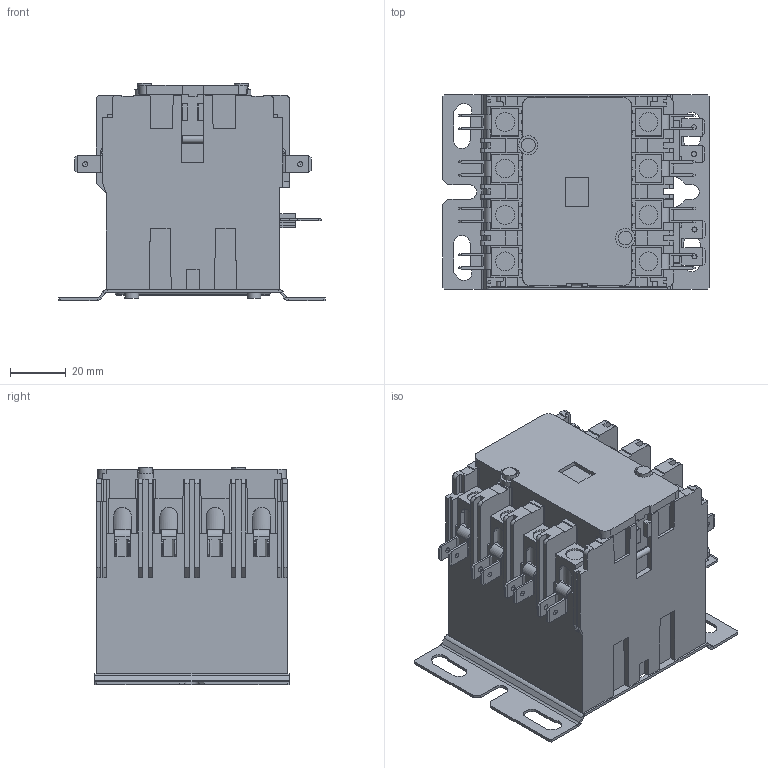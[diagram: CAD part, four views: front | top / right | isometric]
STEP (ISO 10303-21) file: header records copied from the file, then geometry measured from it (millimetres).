
FILE_DESCRIPTION(/* description */ (''),/* implementation_level */ '2;1');
FILE_NAME(/* name */ 'HCCY4XT04RB400.stp',/* time_stamp */ '2014-07-21T09:13:43-05:00',/* author */ ('MM'),/* organization */ (''),/* preprocessor_version */ 'ST-DEVELOPER v15.2',/* originating_system */ 'Autodesk Inventor 2014',/* authorisation */ '');
FILE_SCHEMA (('AUTOMOTIVE_DESIGN { 1 0 10303 214 3 1 1 }'));
Length unit declared in the file: millimetre
Products named in the file (1): HCC_4X-RB2
Bounding box: 95.8 x 70 x 78.12 mm (x, y, z)
Volume: 300469.8 mm3; surface area: 56080.6 mm2
Topology: 1 solids, 4 shells, 1335 faces, 3629 edges, 2320 vertices
Faces by surface type: plane 1027, cylinder 181, bspline 63, sphere 48, torus 8, cone 8
Full cylindrical faces by diameter (mm): 4.95 x6, 6.782 x8
Entity records: 45185 total; most frequent: CARTESIAN_POINT 10884, ORIENTED_EDGE 7074, DIRECTION 6295, EDGE_CURVE 3537, LINE 2895, VECTOR 2895, VERTEX_POINT 2274, AXIS2_PLACEMENT_3D 1700
